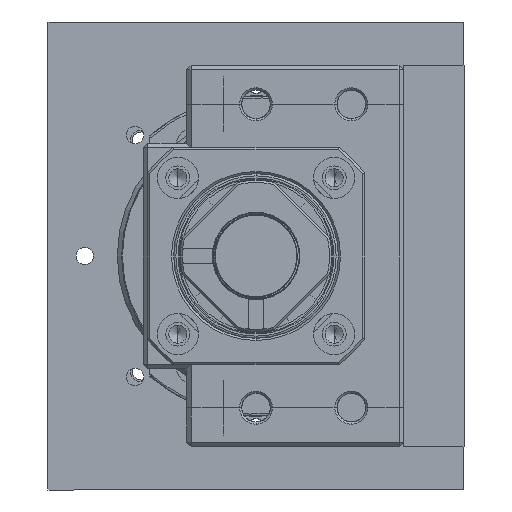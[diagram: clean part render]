
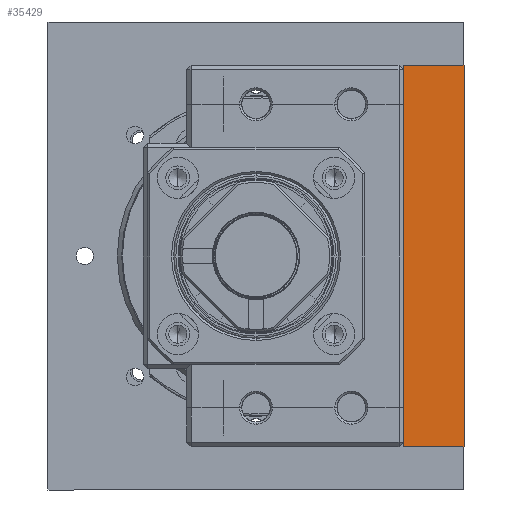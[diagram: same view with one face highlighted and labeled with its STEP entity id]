
A CAD part, left-side view. The second image highlights one B-rep face of the part: STEP entity #35429.
In plain terms, the highlighted face is planar.
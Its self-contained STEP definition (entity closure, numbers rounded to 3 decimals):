
#2783 = DIRECTION ( 'NONE',  ( -1., 0., 0. ) ) ;
#5286 = VERTEX_POINT ( 'NONE', #33902 ) ;
#5734 = EDGE_CURVE ( 'NONE', #42140, #56232, #11526, .T. ) ;
#6494 = CARTESIAN_POINT ( 'NONE',  ( 0., 0., 0. ) ) ;
#6601 = PLANE ( 'NONE',  #32586 ) ;
#7219 = VECTOR ( 'NONE', #2783, 1000. ) ;
#9447 = ORIENTED_EDGE ( 'NONE', *, *, #41563, .F. ) ;
#10318 = CARTESIAN_POINT ( 'NONE',  ( 88., 0., 0. ) ) ;
#10390 = CARTESIAN_POINT ( 'NONE',  ( 0., 0., 14. ) ) ;
#11526 = LINE ( 'NONE', #51052, #7219 ) ;
#13870 = VERTEX_POINT ( 'NONE', #19636 ) ;
#14461 = CARTESIAN_POINT ( 'NONE',  ( 88., 0., 14. ) ) ;
#18773 = EDGE_CURVE ( 'NONE', #56232, #5286, #42859, .T. ) ;
#19636 = CARTESIAN_POINT ( 'NONE',  ( 88., 0., 14. ) ) ;
#20033 = DIRECTION ( 'NONE',  ( 0., 0., 1. ) ) ;
#20362 = EDGE_CURVE ( 'NONE', #5286, #13870, #47810, .T. ) ;
#24405 = DIRECTION ( 'NONE',  ( 0., 1., 0. ) ) ;
#32586 = AXIS2_PLACEMENT_3D ( 'NONE', #50497, #24405, #46084 ) ;
#33902 = CARTESIAN_POINT ( 'NONE',  ( 0., 0., 14. ) ) ;
#34160 = ORIENTED_EDGE ( 'NONE', *, *, #20362, .F. ) ;
#34365 = CARTESIAN_POINT ( 'NONE',  ( 0., 0., 14. ) ) ;
#35429 = ADVANCED_FACE ( 'NONE', ( #37861 ), #6601, .F. ) ;
#37861 = FACE_OUTER_BOUND ( 'NONE', #50525, .T. ) ;
#38326 = ORIENTED_EDGE ( 'NONE', *, *, #18773, .F. ) ;
#39809 = VECTOR ( 'NONE', #40533, 1000. ) ;
#40533 = DIRECTION ( 'NONE',  ( 0., 0., -1. ) ) ;
#41563 = EDGE_CURVE ( 'NONE', #13870, #42140, #44649, .T. ) ;
#42140 = VERTEX_POINT ( 'NONE', #10318 ) ;
#42594 = VECTOR ( 'NONE', #20033, 1000. ) ;
#42859 = LINE ( 'NONE', #10390, #42594 ) ;
#44649 = LINE ( 'NONE', #14461, #39809 ) ;
#45381 = ORIENTED_EDGE ( 'NONE', *, *, #5734, .F. ) ;
#46084 = DIRECTION ( 'NONE',  ( 0., 0., 1. ) ) ;
#47810 = LINE ( 'NONE', #34365, #48302 ) ;
#48302 = VECTOR ( 'NONE', #48387, 1000. ) ;
#48387 = DIRECTION ( 'NONE',  ( 1., 0., 0. ) ) ;
#50497 = CARTESIAN_POINT ( 'NONE',  ( 0., 0., 14. ) ) ;
#50525 = EDGE_LOOP ( 'NONE', ( #9447, #34160, #38326, #45381 ) ) ;
#51052 = CARTESIAN_POINT ( 'NONE',  ( 0., 0., 0. ) ) ;
#56232 = VERTEX_POINT ( 'NONE', #6494 ) ;
